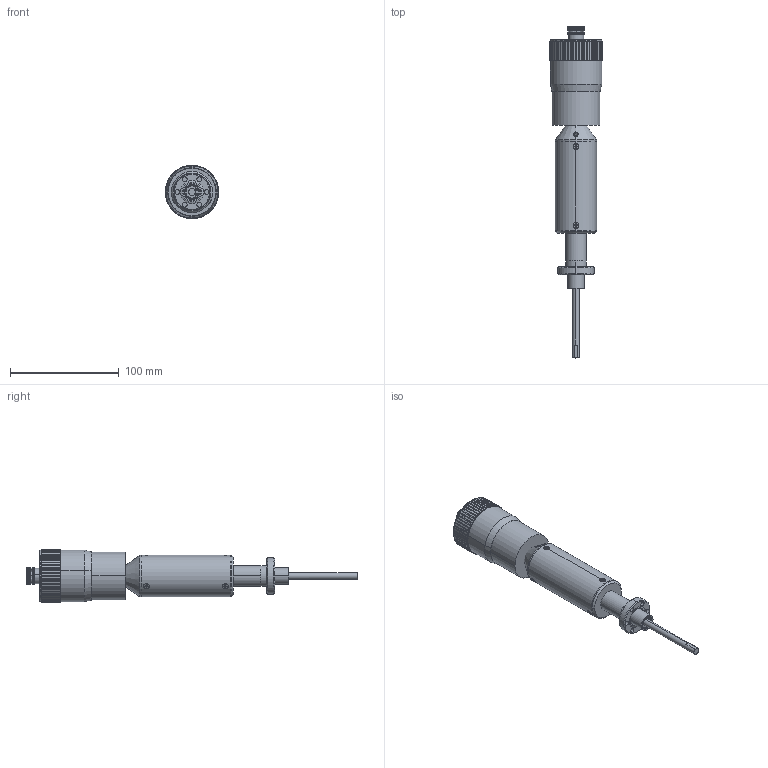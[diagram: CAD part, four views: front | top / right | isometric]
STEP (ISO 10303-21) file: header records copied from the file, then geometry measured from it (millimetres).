
FILE_DESCRIPTION (( 'STEP AP214' ), '1' );
FILE_NAME ('QN110243-01, FLMM-133-25-25_LM.STEP', '2018-03-01T00:44:04', ( '' ), ( '' ), 'SwSTEP 2.0', 'SolidWorks 2010', '' );
FILE_SCHEMA (( 'AUTOMOTIVE_DESIGN' ));
Length unit declared in the file: inch
Products named in the file (1): QN110243-01, FLMM-133-25-25_LM
Bounding box: 49.02 x 305.27 x 49.02 mm (x, y, z)
Surface area: 38864.5 mm2 (no closed solid volume)
Topology: 0 solids, 19 shells, 496 faces, 1801 edges, 1240 vertices
Faces by surface type: cylinder 212, plane 212, cone 38, torus 34
Entity records: 26087 total; most frequent: CARTESIAN_POINT 4848, DIRECTION 3012, ORIENTED_EDGE 2816, EDGE_CURVE 1793, VERTEX_POINT 1240, LINE 1116, VECTOR 1116, AXIS2_PLACEMENT_3D 948
